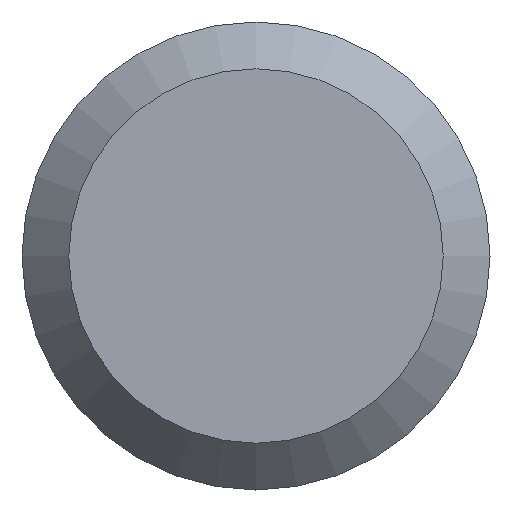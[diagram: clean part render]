
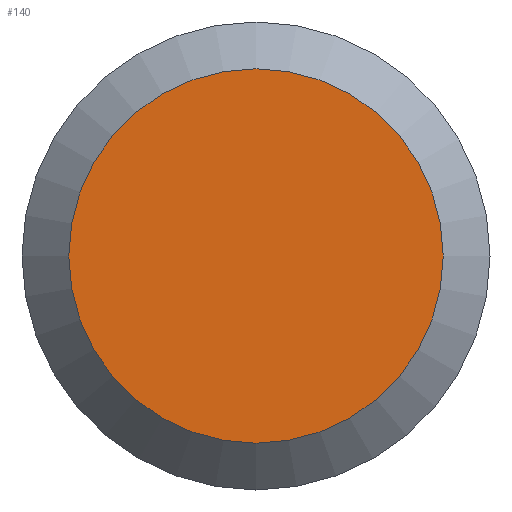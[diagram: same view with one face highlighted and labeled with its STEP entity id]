
A CAD part, left-side view. The second image highlights one B-rep face of the part: STEP entity #140.
In plain terms, the highlighted planar face has unit normal (-1, 0, 0).
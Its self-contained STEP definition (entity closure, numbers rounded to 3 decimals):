
#10 = DIRECTION ( 'NONE',  ( 1., 0., 0. ) ) ;
#28 = PLANE ( 'NONE',  #171 ) ;
#33 = CIRCLE ( 'NONE', #180, 1.2 ) ;
#36 = DIRECTION ( 'NONE',  ( -1., 0., 0. ) ) ;
#37 = FACE_OUTER_BOUND ( 'NONE', #152, .T. ) ;
#51 = CARTESIAN_POINT ( 'NONE',  ( 0., 0., 0. ) ) ;
#114 = CARTESIAN_POINT ( 'NONE',  ( 0., 0., -1.2 ) ) ;
#136 = VERTEX_POINT ( 'NONE', #114 ) ;
#140 = ADVANCED_FACE ( 'NONE', ( #37 ), #28, .F. ) ;
#143 = DIRECTION ( 'NONE',  ( 0., 0., -1. ) ) ;
#152 = EDGE_LOOP ( 'NONE', ( #158 ) ) ;
#157 = EDGE_CURVE ( 'NONE', #136, #136, #33, .T. ) ;
#158 = ORIENTED_EDGE ( 'NONE', *, *, #157, .T. ) ;
#166 = CARTESIAN_POINT ( 'NONE',  ( 0., 1.5, 0. ) ) ;
#171 = AXIS2_PLACEMENT_3D ( 'NONE', #166, #10, #143 ) ;
#180 = AXIS2_PLACEMENT_3D ( 'NONE', #51, #36, #199 ) ;
#199 = DIRECTION ( 'NONE',  ( 0., 0., -1. ) ) ;
